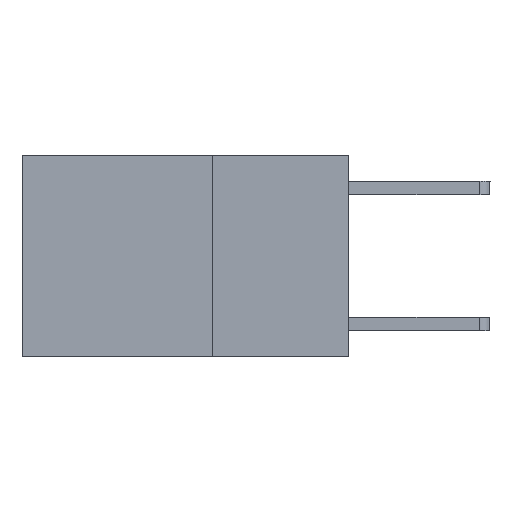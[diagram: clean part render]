
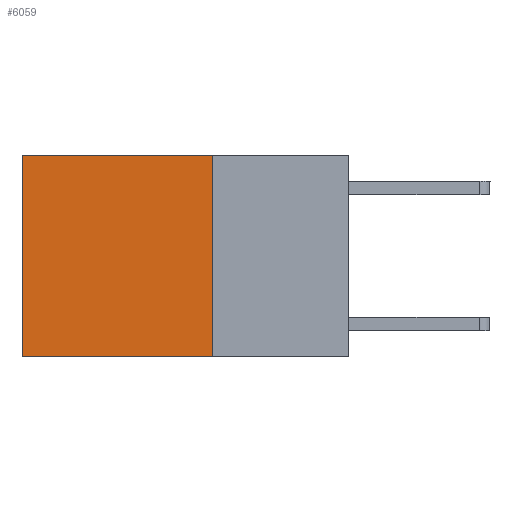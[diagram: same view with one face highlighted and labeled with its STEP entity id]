
A CAD part, left-side view. The second image highlights one B-rep face of the part: STEP entity #6059.
In plain terms, the highlighted planar face has unit normal (-1, 0, 0).
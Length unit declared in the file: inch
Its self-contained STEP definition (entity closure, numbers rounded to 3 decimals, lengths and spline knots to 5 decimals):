
#39 = VECTOR ( 'NONE', #347, 39.37008 ) ;
#127 = ORIENTED_EDGE ( 'NONE', *, *, #7002, .T. ) ;
#284 = DIRECTION ( 'NONE',  ( 0., 1., 0. ) ) ;
#347 = DIRECTION ( 'NONE',  ( 0., 1., 0. ) ) ;
#709 = VECTOR ( 'NONE', #3625, 39.37008 ) ;
#1345 = VERTEX_POINT ( 'NONE', #8680 ) ;
#1376 = VERTEX_POINT ( 'NONE', #6310 ) ;
#1802 = ORIENTED_EDGE ( 'NONE', *, *, #7005, .T. ) ;
#2906 = FACE_OUTER_BOUND ( 'NONE', #8854, .T. ) ;
#3625 = DIRECTION ( 'NONE',  ( 0., 0., -1. ) ) ;
#3653 = PLANE ( 'NONE',  #3729 ) ;
#3729 = AXIS2_PLACEMENT_3D ( 'NONE', #5196, #4298, #9341 ) ;
#3838 = DIRECTION ( 'NONE',  ( 0., 0., -1. ) ) ;
#4223 = CARTESIAN_POINT ( 'NONE',  ( 0.2625, 0.6, -0.37 ) ) ;
#4298 = DIRECTION ( 'NONE',  ( 1., 0., 0. ) ) ;
#4315 = EDGE_CURVE ( 'NONE', #1345, #10343, #7515, .T. ) ;
#4424 = LINE ( 'NONE', #9162, #39 ) ;
#4476 = LINE ( 'NONE', #8683, #5780 ) ;
#5174 = LINE ( 'NONE', #7424, #709 ) ;
#5196 = CARTESIAN_POINT ( 'NONE',  ( 0.2625, 0.25, 0. ) ) ;
#5780 = VECTOR ( 'NONE', #3838, 39.37008 ) ;
#6059 = ADVANCED_FACE ( 'NONE', ( #2906 ), #3653, .F. ) ;
#6310 = CARTESIAN_POINT ( 'NONE',  ( 0.2625, 0.25, 0. ) ) ;
#6534 = VERTEX_POINT ( 'NONE', #9069 ) ;
#6895 = EDGE_CURVE ( 'NONE', #1376, #1345, #5174, .T. ) ;
#7002 = EDGE_CURVE ( 'NONE', #1376, #6534, #4424, .T. ) ;
#7005 = EDGE_CURVE ( 'NONE', #6534, #10343, #4476, .T. ) ;
#7424 = CARTESIAN_POINT ( 'NONE',  ( 0.2625, 0.25, 0. ) ) ;
#7515 = LINE ( 'NONE', #8509, #8254 ) ;
#8152 = ORIENTED_EDGE ( 'NONE', *, *, #6895, .F. ) ;
#8254 = VECTOR ( 'NONE', #284, 39.37008 ) ;
#8509 = CARTESIAN_POINT ( 'NONE',  ( 0.2625, 0.25, -0.37 ) ) ;
#8680 = CARTESIAN_POINT ( 'NONE',  ( 0.2625, 0.25, -0.37 ) ) ;
#8683 = CARTESIAN_POINT ( 'NONE',  ( 0.2625, 0.6, 0. ) ) ;
#8854 = EDGE_LOOP ( 'NONE', ( #1802, #9309, #8152, #127 ) ) ;
#9069 = CARTESIAN_POINT ( 'NONE',  ( 0.2625, 0.6, 0. ) ) ;
#9162 = CARTESIAN_POINT ( 'NONE',  ( 0.2625, 0.25, 0. ) ) ;
#9309 = ORIENTED_EDGE ( 'NONE', *, *, #4315, .F. ) ;
#9341 = DIRECTION ( 'NONE',  ( 0., 0., -1. ) ) ;
#10343 = VERTEX_POINT ( 'NONE', #4223 ) ;
